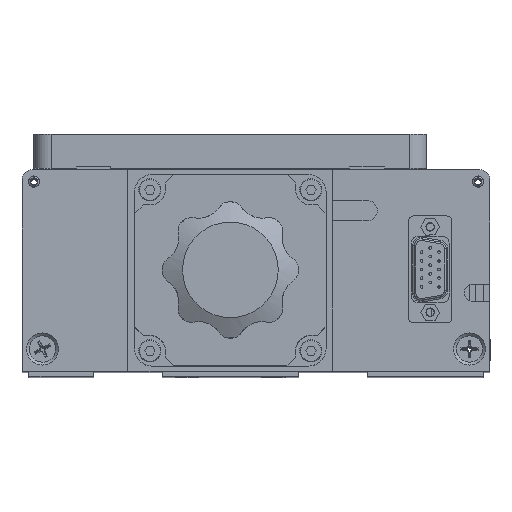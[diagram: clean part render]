
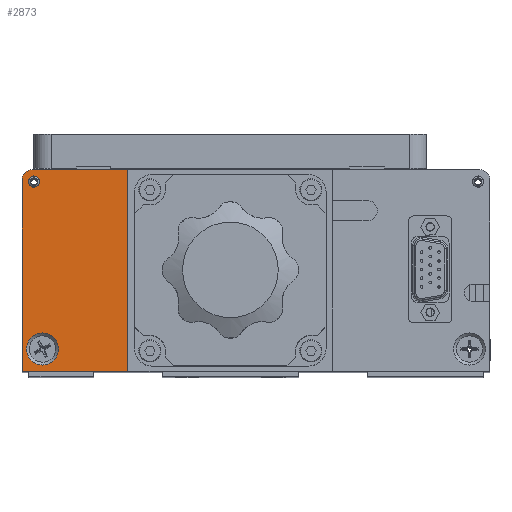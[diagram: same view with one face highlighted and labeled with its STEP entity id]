
A CAD part, top view. The second image highlights one B-rep face of the part: STEP entity #2873.
In plain terms, the highlighted planar face has unit normal (0, 0, 1).
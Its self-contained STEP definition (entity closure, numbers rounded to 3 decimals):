
#300 = EDGE_CURVE ( 'NONE', #799, #15172, #1477, .T. ) ;
#553 = CARTESIAN_POINT ( 'NONE',  ( -60.911, -2.418, 115. ) ) ;
#799 = VERTEX_POINT ( 'NONE', #8740 ) ;
#1104 = ORIENTED_EDGE ( 'NONE', *, *, #7041, .T. ) ;
#1477 = LINE ( 'NONE', #6887, #15780 ) ;
#1572 = VERTEX_POINT ( 'NONE', #17271 ) ;
#1868 = EDGE_CURVE ( 'NONE', #1572, #15005, #2447, .T. ) ;
#2447 = LINE ( 'NONE', #9593, #16141 ) ;
#2514 = DIRECTION ( 'NONE',  ( 1., 0., 0. ) ) ;
#2553 = VERTEX_POINT ( 'NONE', #9703 ) ;
#2873 = ADVANCED_FACE ( 'NONE', ( #10591, #6830, #19181 ), #13750, .T. ) ;
#3080 = DIRECTION ( 'NONE',  ( 1., 0., 0. ) ) ;
#3233 = AXIS2_PLACEMENT_3D ( 'NONE', #18771, #15237, #22417 ) ;
#4276 = VECTOR ( 'NONE', #8858, 1000. ) ;
#4341 = DIRECTION ( 'NONE',  ( 0., 1., 0. ) ) ;
#6230 = CIRCLE ( 'NONE', #3233, 3. ) ;
#6232 = AXIS2_PLACEMENT_3D ( 'NONE', #8708, #8457, #3080 ) ;
#6469 = ORIENTED_EDGE ( 'NONE', *, *, #16099, .F. ) ;
#6830 = FACE_OUTER_BOUND ( 'NONE', #22341, .T. ) ;
#6887 = CARTESIAN_POINT ( 'NONE',  ( -40.611, 50.082, 115. ) ) ;
#7041 = EDGE_CURVE ( 'NONE', #15535, #1572, #17916, .T. ) ;
#7567 = AXIS2_PLACEMENT_3D ( 'NONE', #21752, #12808, #11044 ) ;
#7568 = VECTOR ( 'NONE', #4341, 1000. ) ;
#8457 = DIRECTION ( 'NONE',  ( 0., 0., 1. ) ) ;
#8708 = CARTESIAN_POINT ( 'NONE',  ( -68.611, 47.082, 115. ) ) ;
#8740 = CARTESIAN_POINT ( 'NONE',  ( -40.611, 50.082, 115. ) ) ;
#8858 = DIRECTION ( 'NONE',  ( 0., -1., 0. ) ) ;
#9593 = CARTESIAN_POINT ( 'NONE',  ( -40.611, -8.918, 115. ) ) ;
#9703 = CARTESIAN_POINT ( 'NONE',  ( -66.461, 46.582, 115. ) ) ;
#10591 = FACE_BOUND ( 'NONE', #20865, .T. ) ;
#11044 = DIRECTION ( 'NONE',  ( 1., 0., 0. ) ) ;
#11258 = VERTEX_POINT ( 'NONE', #553 ) ;
#11450 = CARTESIAN_POINT ( 'NONE',  ( -65.611, -2.418, 115. ) ) ;
#11768 = ORIENTED_EDGE ( 'NONE', *, *, #13094, .T. ) ;
#12216 = ORIENTED_EDGE ( 'NONE', *, *, #300, .T. ) ;
#12668 = ORIENTED_EDGE ( 'NONE', *, *, #1868, .T. ) ;
#12808 = DIRECTION ( 'NONE',  ( 0., 0., 1. ) ) ;
#13094 = EDGE_CURVE ( 'NONE', #15005, #799, #15036, .T. ) ;
#13750 = PLANE ( 'NONE',  #6232 ) ;
#13982 = CARTESIAN_POINT ( 'NONE',  ( -40.611, -8.918, 115. ) ) ;
#14053 = DIRECTION ( 'NONE',  ( -1., 0., 0. ) ) ;
#14148 = ORIENTED_EDGE ( 'NONE', *, *, #17853, .F. ) ;
#15005 = VERTEX_POINT ( 'NONE', #13982 ) ;
#15036 = LINE ( 'NONE', #22228, #7568 ) ;
#15065 = AXIS2_PLACEMENT_3D ( 'NONE', #11450, #18618, #2514 ) ;
#15172 = VERTEX_POINT ( 'NONE', #22331 ) ;
#15237 = DIRECTION ( 'NONE',  ( 0., 0., 1. ) ) ;
#15535 = VERTEX_POINT ( 'NONE', #20302 ) ;
#15780 = VECTOR ( 'NONE', #14053, 1000. ) ;
#16099 = EDGE_CURVE ( 'NONE', #11258, #11258, #19582, .T. ) ;
#16141 = VECTOR ( 'NONE', #16779, 1000. ) ;
#16779 = DIRECTION ( 'NONE',  ( 1., 0., 0. ) ) ;
#17271 = CARTESIAN_POINT ( 'NONE',  ( -71.611, -8.918, 115. ) ) ;
#17853 = EDGE_CURVE ( 'NONE', #2553, #2553, #19203, .T. ) ;
#17916 = LINE ( 'NONE', #19803, #4276 ) ;
#18618 = DIRECTION ( 'NONE',  ( 0., 0., 1. ) ) ;
#18771 = CARTESIAN_POINT ( 'NONE',  ( -68.611, 47.082, 115. ) ) ;
#19181 = FACE_BOUND ( 'NONE', #21672, .T. ) ;
#19203 = CIRCLE ( 'NONE', #7567, 1.65 ) ;
#19582 = CIRCLE ( 'NONE', #15065, 4.7 ) ;
#19774 = EDGE_CURVE ( 'NONE', #15172, #15535, #6230, .T. ) ;
#19803 = CARTESIAN_POINT ( 'NONE',  ( -71.611, 47.082, 115. ) ) ;
#20302 = CARTESIAN_POINT ( 'NONE',  ( -71.611, 47.082, 115. ) ) ;
#20865 = EDGE_LOOP ( 'NONE', ( #6469 ) ) ;
#21632 = ORIENTED_EDGE ( 'NONE', *, *, #19774, .T. ) ;
#21672 = EDGE_LOOP ( 'NONE', ( #14148 ) ) ;
#21752 = CARTESIAN_POINT ( 'NONE',  ( -68.111, 46.582, 115. ) ) ;
#22228 = CARTESIAN_POINT ( 'NONE',  ( -40.611, 50.082, 115. ) ) ;
#22331 = CARTESIAN_POINT ( 'NONE',  ( -68.611, 50.082, 115. ) ) ;
#22341 = EDGE_LOOP ( 'NONE', ( #21632, #1104, #12668, #11768, #12216 ) ) ;
#22417 = DIRECTION ( 'NONE',  ( 1., 0., 0. ) ) ;
